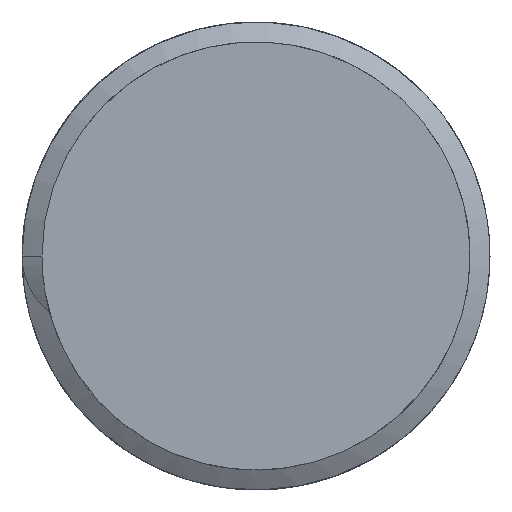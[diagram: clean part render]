
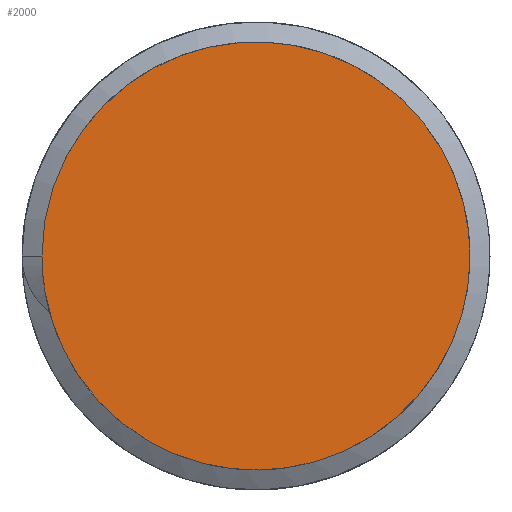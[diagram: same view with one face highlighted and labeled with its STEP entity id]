
A CAD part, left-side view. The second image highlights one B-rep face of the part: STEP entity #2000.
In plain terms, the highlighted free-form (B-spline) face has degree [1, 1] with [2, 2] control points.
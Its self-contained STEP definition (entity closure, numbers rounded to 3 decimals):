
#1965=CARTESIAN_POINT('',(0.,8.35,0.));
#1966=VERTEX_POINT('',#1965);
#1977=CARTESIAN_POINT('',(0.,8.35,0.));
#1978=CARTESIAN_POINT('',(0.,8.35,8.35));
#1979=CARTESIAN_POINT('',(0.,0.,8.35));
#1980=CARTESIAN_POINT('',(0.,-8.35,8.35));
#1981=CARTESIAN_POINT('',(0.,-8.35,0.));
#1982=CARTESIAN_POINT('',(0.,-8.35,-8.35));
#1983=CARTESIAN_POINT('',(0.,0.,-8.35));
#1984=CARTESIAN_POINT('',(0.,8.35,-8.35));
#1985=CARTESIAN_POINT('',(0.,8.35,0.));
#1986=(BOUNDED_CURVE()B_SPLINE_CURVE(2,(#1977,#1978,#1979,#1980,#1981,#1982,#1983,#1984,#1985),.CIRCULAR_ARC.,.T.,.U.)B_SPLINE_CURVE_WITH_KNOTS((3,2,2,2,3),(0.,0.25,0.5,0.75,1.),.UNSPECIFIED.)CURVE()GEOMETRIC_REPRESENTATION_ITEM()RATIONAL_B_SPLINE_CURVE((1.,0.707,1.,0.707,1.,0.707,1.,0.707,1.))REPRESENTATION_ITEM(''));
#1987=EDGE_CURVE('',#1966,#1966,#1986,.T.);
#1992=CARTESIAN_POINT('',(0.,-25.05,25.05));
#1993=CARTESIAN_POINT('',(0.,-25.05,-25.05));
#1994=CARTESIAN_POINT('',(0.,25.05,25.05));
#1995=CARTESIAN_POINT('',(0.,25.05,-25.05));
#1996=B_SPLINE_SURFACE_WITH_KNOTS('',1,1,((#1992,#1993),(#1994,#1995)),.PLANE_SURF.,.F.,.F.,.U.,(2,2),(2,2),(-1.,2.),(-1.,2.),.UNSPECIFIED.);
#1997=ORIENTED_EDGE('',*,*,#1987,.F.);
#1998=EDGE_LOOP('',(#1997));
#1999=FACE_OUTER_BOUND('',#1998,.T.);
#2000=ADVANCED_FACE('',(#1999),#1996,.T.);
